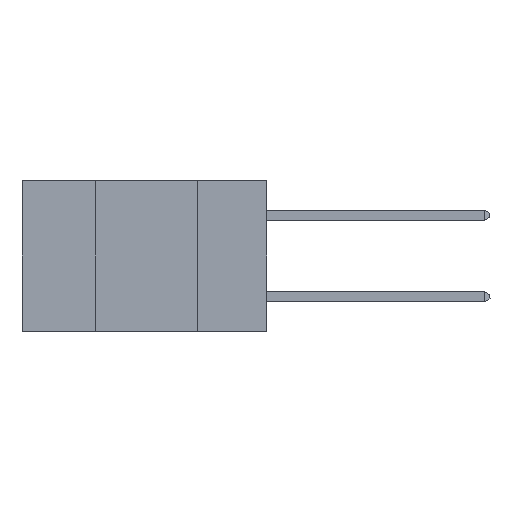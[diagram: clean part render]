
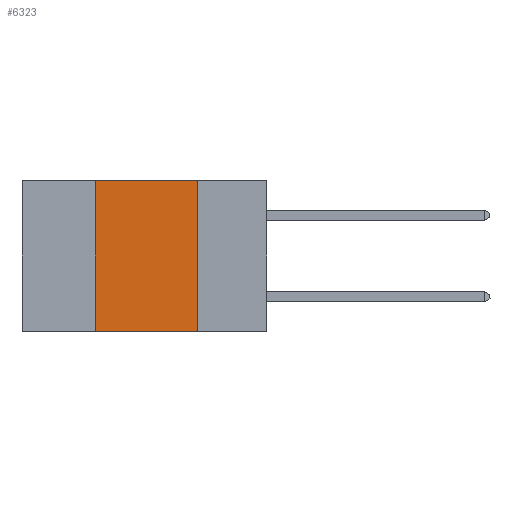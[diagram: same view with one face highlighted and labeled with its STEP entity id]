
A CAD part, left-side view. The second image highlights one B-rep face of the part: STEP entity #6323.
In plain terms, the highlighted planar face has unit normal (-1, 0, 0).
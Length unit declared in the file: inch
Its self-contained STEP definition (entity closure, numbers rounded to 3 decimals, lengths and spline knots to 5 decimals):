
#37 = VECTOR ( 'NONE', #2234, 39.37008 ) ;
#74 = LINE ( 'NONE', #8038, #8491 ) ;
#388 = EDGE_CURVE ( 'NONE', #7026, #2480, #9676, .T. ) ;
#531 = PLANE ( 'NONE',  #1431 ) ;
#638 = DIRECTION ( 'NONE',  ( 1., 0., 0. ) ) ;
#806 = DIRECTION ( 'NONE',  ( 0., -1., 0. ) ) ;
#1431 = AXIS2_PLACEMENT_3D ( 'NONE', #2125, #638, #5306 ) ;
#2125 = CARTESIAN_POINT ( 'NONE',  ( 0., 0.6, 0. ) ) ;
#2234 = DIRECTION ( 'NONE',  ( 0., 0., -1. ) ) ;
#2262 = CARTESIAN_POINT ( 'NONE',  ( 0., 0.42, 0. ) ) ;
#2480 = VERTEX_POINT ( 'NONE', #5179 ) ;
#3689 = LINE ( 'NONE', #8629, #37 ) ;
#3783 = FACE_OUTER_BOUND ( 'NONE', #3936, .T. ) ;
#3891 = DIRECTION ( 'NONE',  ( 0., -1., 0. ) ) ;
#3936 = EDGE_LOOP ( 'NONE', ( #7744, #10077, #9436, #6229 ) ) ;
#4025 = CARTESIAN_POINT ( 'NONE',  ( 0., 0.42, -0.37 ) ) ;
#5147 = VERTEX_POINT ( 'NONE', #5856 ) ;
#5179 = CARTESIAN_POINT ( 'NONE',  ( 0., 0.42, 0. ) ) ;
#5276 = EDGE_CURVE ( 'NONE', #7819, #5147, #3689, .T. ) ;
#5306 = DIRECTION ( 'NONE',  ( 0., 0., -1. ) ) ;
#5683 = VECTOR ( 'NONE', #3891, 39.37008 ) ;
#5856 = CARTESIAN_POINT ( 'NONE',  ( 0., 0.17, -0.37 ) ) ;
#5967 = VECTOR ( 'NONE', #8713, 39.37008 ) ;
#6045 = LINE ( 'NONE', #7861, #5683 ) ;
#6229 = ORIENTED_EDGE ( 'NONE', *, *, #7859, .T. ) ;
#6323 = ADVANCED_FACE ( 'NONE', ( #3783 ), #531, .F. ) ;
#7026 = VERTEX_POINT ( 'NONE', #4025 ) ;
#7744 = ORIENTED_EDGE ( 'NONE', *, *, #5276, .F. ) ;
#7819 = VERTEX_POINT ( 'NONE', #8239 ) ;
#7859 = EDGE_CURVE ( 'NONE', #7026, #5147, #6045, .T. ) ;
#7861 = CARTESIAN_POINT ( 'NONE',  ( 0., 0.6, -0.37 ) ) ;
#8038 = CARTESIAN_POINT ( 'NONE',  ( 0., 0.6, 0. ) ) ;
#8239 = CARTESIAN_POINT ( 'NONE',  ( 0., 0.17, 0. ) ) ;
#8491 = VECTOR ( 'NONE', #806, 39.37008 ) ;
#8629 = CARTESIAN_POINT ( 'NONE',  ( 0., 0.17, 0. ) ) ;
#8713 = DIRECTION ( 'NONE',  ( 0., 0., 1. ) ) ;
#9436 = ORIENTED_EDGE ( 'NONE', *, *, #388, .F. ) ;
#9676 = LINE ( 'NONE', #2262, #5967 ) ;
#9971 = EDGE_CURVE ( 'NONE', #2480, #7819, #74, .T. ) ;
#10077 = ORIENTED_EDGE ( 'NONE', *, *, #9971, .F. ) ;
